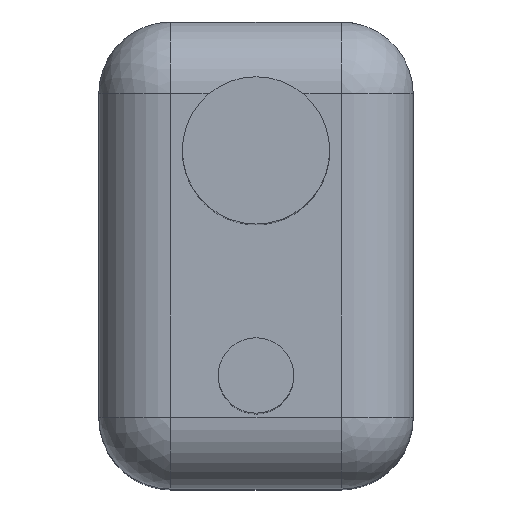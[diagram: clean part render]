
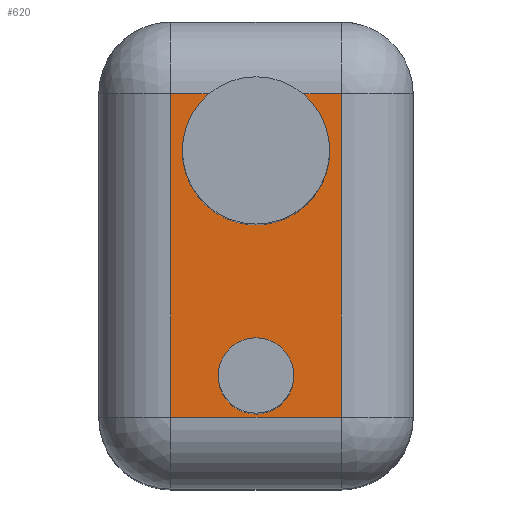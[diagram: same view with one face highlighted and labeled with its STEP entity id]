
A CAD part, top view. The second image highlights one B-rep face of the part: STEP entity #620.
In plain terms, the highlighted planar face has unit normal (0, 0, 1).
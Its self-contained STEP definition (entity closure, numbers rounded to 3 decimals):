
#16=FACE_BOUND('',#129,.T.);
#39=PLANE('',#723);
#82=FACE_OUTER_BOUND('',#128,.T.);
#128=EDGE_LOOP('',(#537,#538,#539,#540,#541,#542));
#129=EDGE_LOOP('',(#543));
#138=LINE('',#984,#179);
#161=LINE('',#1077,#202);
#169=LINE('',#1114,#210);
#170=LINE('',#1116,#211);
#171=LINE('',#1117,#212);
#179=VECTOR('',#770,10.);
#202=VECTOR('',#877,10.);
#210=VECTOR('',#935,10.);
#211=VECTOR('',#938,10.);
#212=VECTOR('',#939,10.);
#218=CIRCLE('',#644,2.1);
#221=CIRCLE('',#649,4.1);
#262=VERTEX_POINT('',#959);
#265=VERTEX_POINT('',#968);
#266=VERTEX_POINT('',#970);
#267=VERTEX_POINT('',#977);
#270=VERTEX_POINT('',#982);
#297=VERTEX_POINT('',#1074);
#298=VERTEX_POINT('',#1076);
#308=EDGE_CURVE('',#262,#262,#218,.T.);
#312=EDGE_CURVE('',#266,#265,#221,.T.);
#318=EDGE_CURVE('',#270,#267,#138,.T.);
#363=EDGE_CURVE('',#297,#298,#161,.T.);
#383=EDGE_CURVE('',#267,#297,#169,.T.);
#384=EDGE_CURVE('',#298,#265,#170,.T.);
#385=EDGE_CURVE('',#266,#270,#171,.T.);
#537=ORIENTED_EDGE('',*,*,#312,.T.);
#538=ORIENTED_EDGE('',*,*,#384,.F.);
#539=ORIENTED_EDGE('',*,*,#363,.F.);
#540=ORIENTED_EDGE('',*,*,#383,.F.);
#541=ORIENTED_EDGE('',*,*,#318,.F.);
#542=ORIENTED_EDGE('',*,*,#385,.F.);
#543=ORIENTED_EDGE('',*,*,#308,.T.);
#620=ADVANCED_FACE('',(#82,#16),#39,.T.);
#644=AXIS2_PLACEMENT_3D('',#961,#743,#744);
#649=AXIS2_PLACEMENT_3D('',#971,#754,#755);
#723=AXIS2_PLACEMENT_3D('',#1115,#936,#937);
#743=DIRECTION('center_axis',(0.,0.,
-1.));
#744=DIRECTION('ref_axis',(0.,-1.,0.));
#754=DIRECTION('center_axis',(0.,0.,
-1.));
#755=DIRECTION('ref_axis',(0.,-1.,0.));
#770=DIRECTION('',(0.,-1.,0.));
#877=DIRECTION('',(0.,1.,0.));
#935=DIRECTION('',(-1.,0.,0.));
#936=DIRECTION('center_axis',(0.,0.,
1.));
#937=DIRECTION('ref_axis',(0.,1.,0.));
#938=DIRECTION('',(1.,0.,0.));
#939=DIRECTION('',(1.,0.,0.));
#959=CARTESIAN_POINT('',(161.958,-1.522,32.525));
#961=CARTESIAN_POINT('Origin',(161.958,-3.622,32.525));
#968=CARTESIAN_POINT('',(159.403,12.111,32.525));
#970=CARTESIAN_POINT('',(164.514,12.111,32.525));
#971=CARTESIAN_POINT('Origin',(161.958,8.905,32.525));
#977=CARTESIAN_POINT('',(166.708,-5.889,32.525));
#982=CARTESIAN_POINT('',(166.708,12.111,32.525));
#984=CARTESIAN_POINT('',(166.708,-82.803,32.525));
#1074=CARTESIAN_POINT('',(157.208,-5.889,32.525));
#1076=CARTESIAN_POINT('',(157.208,12.111,32.525));
#1077=CARTESIAN_POINT('',(157.208,-82.803,32.525));
#1114=CARTESIAN_POINT('',(170.708,-5.889,32.525));
#1115=CARTESIAN_POINT('Origin',(170.708,-9.889,32.525));
#1116=CARTESIAN_POINT('',(170.708,12.111,32.525));
#1117=CARTESIAN_POINT('',(170.708,12.111,32.525));
